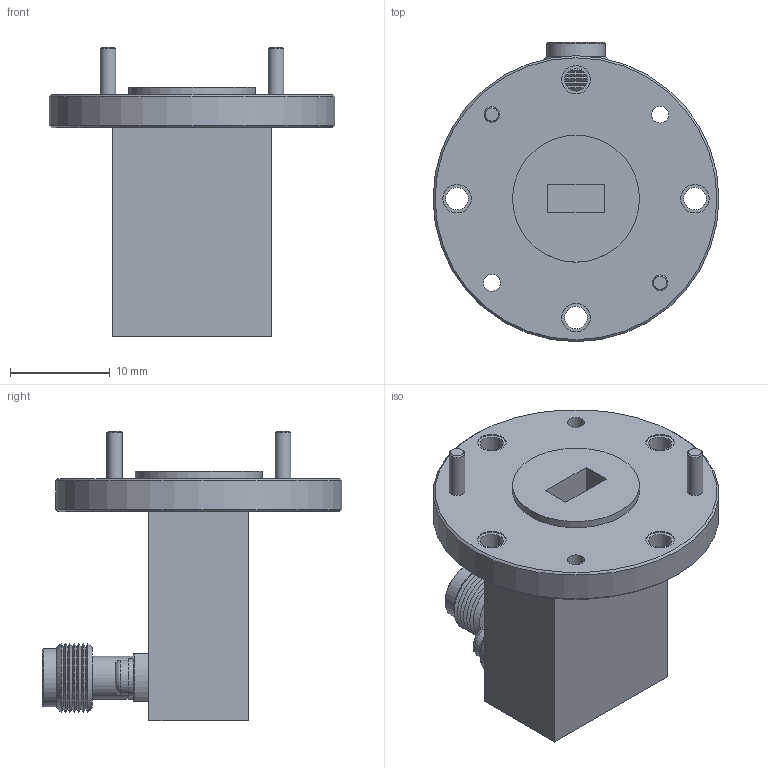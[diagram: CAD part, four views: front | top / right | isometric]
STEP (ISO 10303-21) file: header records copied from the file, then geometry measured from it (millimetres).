
FILE_DESCRIPTION (( 'STEP AP214' ), '1' );
FILE_NAME ('PEW22CA100_3D.STEP', '2021-11-18T18:58:07', ( '' ), ( '' ), 'SwSTEP 2.0', 'SolidWorks 2021', '' );
FILE_SCHEMA (( 'AUTOMOTIVE_DESIGN' ));
Length unit declared in the file: inch
Products named in the file (1): PEW22CA100_3D
Bounding box: 28.6 x 29.97 x 29 mm (x, y, z)
Volume: 5446.7 mm3; surface area: 3587.1 mm2
Topology: 1 solids, 1 shells, 113 faces, 241 edges, 154 vertices
Faces by surface type: plane 60, cylinder 29, cone 20, torus 4
Full cylindrical faces by diameter (mm): 1.562 x2, 1.702 x2, 2.261 x4, 2.845 x8, 3.514 x2, 3.765 x2, 4.288 x1, 4.822 x1, 5.835 x1, 12.7 x1, 28.6 x1
Entity records: 2882 total; most frequent: CARTESIAN_POINT 524, DIRECTION 492, ORIENTED_EDGE 378, EDGE_LOOP 196, AXIS2_PLACEMENT_3D 193, EDGE_CURVE 189, VERTEX_POINT 149, FACE_OUTER_BOUND 140
